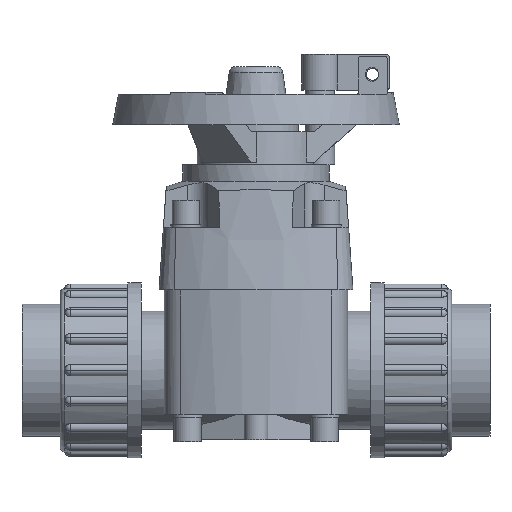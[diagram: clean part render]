
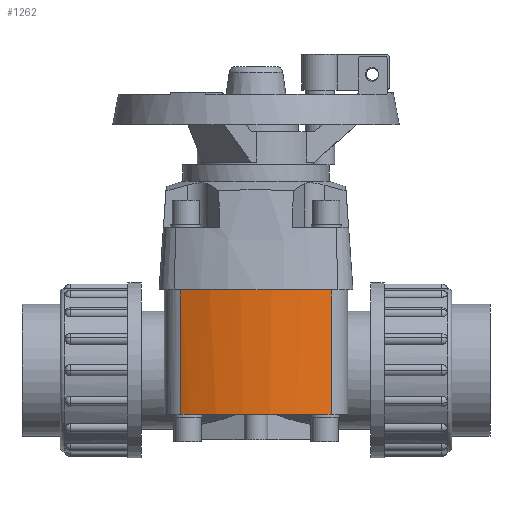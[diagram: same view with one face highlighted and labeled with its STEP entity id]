
A CAD part, front view. The second image highlights one B-rep face of the part: STEP entity #1262.
In plain terms, the highlighted cylindrical face has radius 85.8 mm (diameter 171.6 mm), a partial arc.
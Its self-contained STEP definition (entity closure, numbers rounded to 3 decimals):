
#1262=ADVANCED_FACE('',(#2588),#2589,.T.);
#2588=FACE_OUTER_BOUND('',#3948,.T.);
#2589=CYLINDRICAL_SURFACE('',#3949,85.8);
#3948=EDGE_LOOP('',(#7727,#7728,#7729,#7730,#7731,#7732));
#3949=AXIS2_PLACEMENT_3D('',#7733,#7734,#7735);
#7727=ORIENTED_EDGE('',*,*,#9245,.T.);
#7728=ORIENTED_EDGE('',*,*,#9491,.T.);
#7729=ORIENTED_EDGE('',*,*,#9279,.T.);
#7730=ORIENTED_EDGE('',*,*,#9501,.F.);
#7731=ORIENTED_EDGE('',*,*,#9304,.T.);
#7732=ORIENTED_EDGE('',*,*,#9499,.T.);
#7733=CARTESIAN_POINT('',(0.,37.95,38.05));
#7734=DIRECTION('',(0.0,0.0,-1.0));
#7735=DIRECTION('',(0.419,-0.908,0.0));
#9245=EDGE_CURVE('',#11417,#9988,#11419,.T.);
#9279=EDGE_CURVE('',#9950,#11461,#11462,.T.);
#9304=EDGE_CURVE('',#11499,#11497,#11500,.T.);
#9491=EDGE_CURVE('',#9988,#9950,#11729,.T.);
#9499=EDGE_CURVE('',#11497,#11417,#11737,.T.);
#9501=EDGE_CURVE('',#11499,#11461,#11739,.T.);
#9950=VERTEX_POINT('',#12424);
#9988=VERTEX_POINT('',#12470);
#11417=VERTEX_POINT('',#15296);
#11419=CIRCLE('',#15298,85.8);
#11461=VERTEX_POINT('',#15344);
#11462=CIRCLE('',#15345,85.8);
#11497=VERTEX_POINT('',#15383);
#11499=VERTEX_POINT('',#15385);
#11500=CIRCLE('',#15386,85.8);
#11729=CIRCLE('',#15805,85.8);
#11737=LINE('',#15816,#15817);
#11739=LINE('',#15819,#15820);
#12424=CARTESIAN_POINT('',(31.213,-41.971,-21.003));
#12470=CARTESIAN_POINT('',(-31.213,-41.971,-21.003));
#15296=CARTESIAN_POINT('',(-35.946,-39.957,-21.003));
#15298=AXIS2_PLACEMENT_3D('',#17765,#17766,#17767);
#15344=CARTESIAN_POINT('',(35.946,-39.957,-21.003));
#15345=AXIS2_PLACEMENT_3D('',#17826,#17827,#17828);
#15383=CARTESIAN_POINT('',(-35.946,-39.957,38.05));
#15385=CARTESIAN_POINT('',(35.946,-39.957,38.05));
#15386=AXIS2_PLACEMENT_3D('',#17874,#17875,#17876);
#15805=AXIS2_PLACEMENT_3D('',#18105,#18106,#18107);
#15816=CARTESIAN_POINT('',(-35.946,-39.957,38.05));
#15817=VECTOR('',#18114,1.0);
#15819=CARTESIAN_POINT('',(35.946,-39.957,38.05));
#15820=VECTOR('',#18115,1.0);
#17765=CARTESIAN_POINT('',(0.,37.95,-21.003));
#17766=DIRECTION('',(-0.0,0.0,1.0));
#17767=DIRECTION('',(0.419,-0.908,0.0));
#17826=CARTESIAN_POINT('',(0.,37.95,-21.003));
#17827=DIRECTION('',(-0.0,0.0,1.0));
#17828=DIRECTION('',(0.419,-0.908,0.0));
#17874=CARTESIAN_POINT('',(0.,37.95,38.05));
#17875=DIRECTION('',(0.0,0.0,-1.0));
#17876=DIRECTION('',(0.419,-0.908,0.0));
#18105=CARTESIAN_POINT('',(0.,37.95,-21.003));
#18106=DIRECTION('',(-0.0,0.0,1.0));
#18107=DIRECTION('',(0.419,-0.908,0.0));
#18114=DIRECTION('',(0.0,0.0,-1.0));
#18115=DIRECTION('',(0.0,0.0,-1.0));
